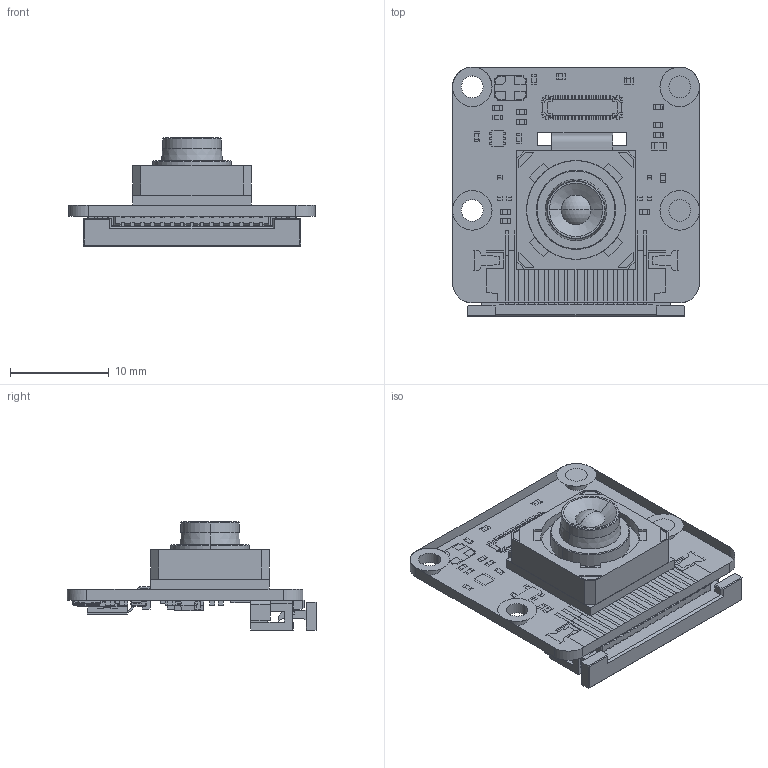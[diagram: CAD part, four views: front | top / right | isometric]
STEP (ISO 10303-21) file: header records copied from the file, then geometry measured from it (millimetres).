
FILE_DESCRIPTION (( 'STEP AP214' ), '1' );
FILE_NAME ('B0399.STEP', '2022-08-11T07:06:22', ( '' ), ( '' ), 'SwSTEP 2.0', 'SolidWorks 2021', '' );
FILE_SCHEMA (( 'AUTOMOTIVE_DESIGN' ));
Length unit declared in the file: millimetre
Products named in the file (1): B0399
Bounding box: 25 x 25.27 x 10.94 mm (x, y, z)
Volume: 1587.5 mm3; surface area: 3365.6 mm2
Topology: 66 solids, 66 shells, 3149 faces, 8477 edges, 5398 vertices
Faces by surface type: plane 2421, cylinder 599, sphere 56, bspline 47, torus 14, cone 12
Entity records: 134603 total; most frequent: CARTESIAN_POINT 20822, ORIENTED_EDGE 16850, DIRECTION 15507, EDGE_CURVE 8425, LINE 6857, VECTOR 6857, VERTEX_POINT 5396, AXIS2_PLACEMENT_3D 4325
